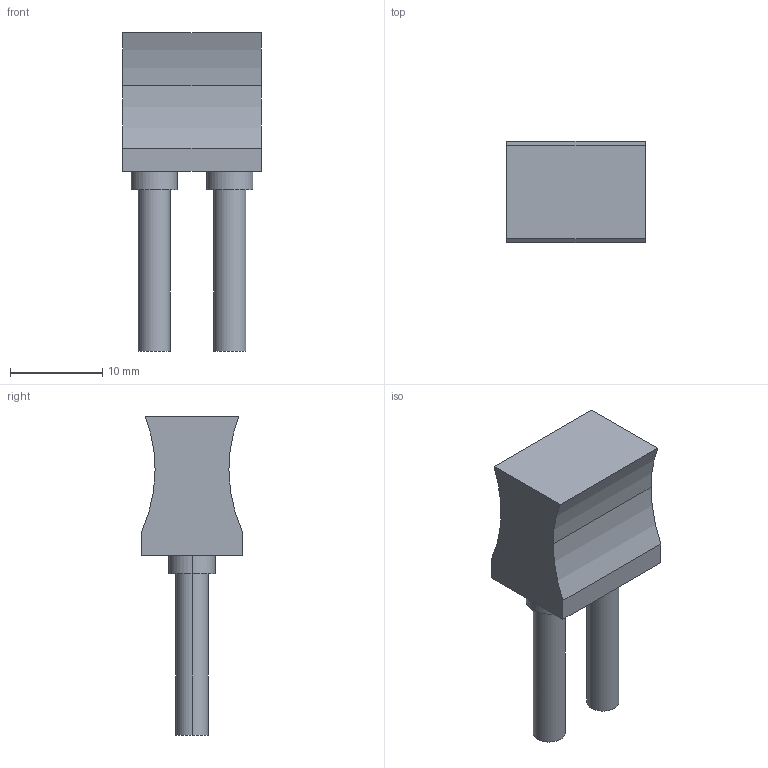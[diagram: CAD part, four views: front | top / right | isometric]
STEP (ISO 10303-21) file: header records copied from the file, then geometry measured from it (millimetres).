
FILE_DESCRIPTION(('STEP AP214'),'1');
FILE_NAME('cctmp_6382BA8D-312C-42EF-A7D1-C50A0D01F8C4_2023_07_24_21_56_17_0147..stp','2023-07-24T19:56:17',('SIEMENS A&D'),('CADClick - www.CADClick.com'),'Spatial InterOp 3D postprocessed',' ','unknown authorization');
FILE_SCHEMA(('AUTOMOTIVE_DESIGN'));
Length unit declared in the file: millimetre
Products named in the file (1): 2023_07_24_21_56_17_0147
Bounding box: 15 x 11 x 34.5 mm (x, y, z)
Volume: 2487.4 mm3; surface area: 1501.4 mm2
Topology: 1 solids, 1 shells, 22 faces, 48 edges, 32 vertices
Faces by surface type: cylinder 12, plane 10
Entity records: 711 total; most frequent: DIRECTION 118, CARTESIAN_POINT 103, ORIENTED_EDGE 96, EDGE_CURVE 48, AXIS2_PLACEMENT_3D 47, VERTEX_POINT 32, EDGE_LOOP 26, LINE 24
